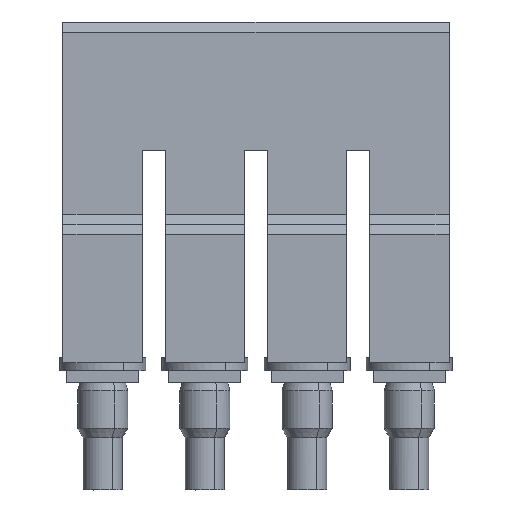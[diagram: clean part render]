
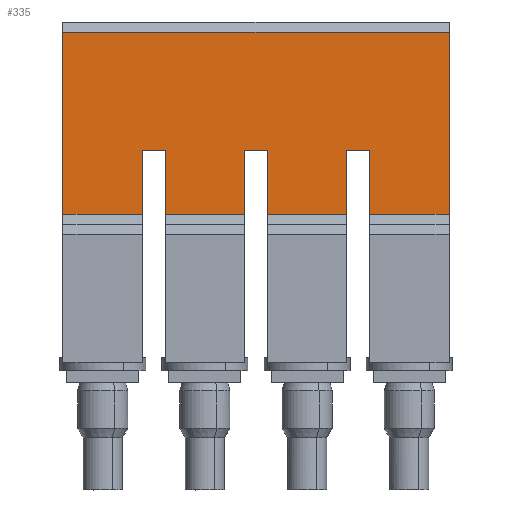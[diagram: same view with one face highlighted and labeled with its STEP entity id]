
A CAD part, front view. The second image highlights one B-rep face of the part: STEP entity #335.
In plain terms, the highlighted planar face has unit normal (0, -1, 0.009).
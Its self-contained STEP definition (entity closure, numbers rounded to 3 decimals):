
#202=AXIS2_PLACEMENT_3D('Plane Axis2P3D',#199,#200,#201) ;
#41=CARTESIAN_POINT('Vertex',(4.138,5.103,16.957)) ;
#46=CARTESIAN_POINT('Line Origine',(4.138,5.089,15.357)) ;
#50=CARTESIAN_POINT('Vertex',(4.138,5.075,13.757)) ;
#157=CARTESIAN_POINT('Line Origine',(4.419,5.103,16.957)) ;
#161=CARTESIAN_POINT('Vertex',(4.7,5.103,16.957)) ;
#182=CARTESIAN_POINT('Vertex',(5.263,5.103,16.957)) ;
#185=CARTESIAN_POINT('Line Origine',(4.981,5.103,16.957)) ;
#199=CARTESIAN_POINT('Axis2P3D Location',(4.138,5.159,23.357)) ;
#204=CARTESIAN_POINT('Line Origine',(9.8,5.154,22.852)) ;
#208=CARTESIAN_POINT('Vertex',(19.438,5.154,22.852)) ;
#210=CARTESIAN_POINT('Vertex',(0.163,5.154,22.852)) ;
#213=CARTESIAN_POINT('Line Origine',(0.163,5.115,18.305)) ;
#217=CARTESIAN_POINT('Vertex',(0.163,5.075,13.757)) ;
#220=CARTESIAN_POINT('Line Origine',(2.15,5.075,13.757)) ;
#225=CARTESIAN_POINT('Line Origine',(5.263,5.089,15.357)) ;
#229=CARTESIAN_POINT('Vertex',(5.263,5.075,13.757)) ;
#232=CARTESIAN_POINT('Line Origine',(7.25,5.075,13.757)) ;
#236=CARTESIAN_POINT('Vertex',(9.237,5.075,13.757)) ;
#239=CARTESIAN_POINT('Line Origine',(9.237,5.089,15.357)) ;
#243=CARTESIAN_POINT('Vertex',(9.237,5.103,16.957)) ;
#246=CARTESIAN_POINT('Line Origine',(9.519,5.103,16.957)) ;
#250=CARTESIAN_POINT('Vertex',(9.8,5.103,16.957)) ;
#253=CARTESIAN_POINT('Line Origine',(10.081,5.103,16.957)) ;
#257=CARTESIAN_POINT('Vertex',(10.362,5.103,16.957)) ;
#260=CARTESIAN_POINT('Line Origine',(10.362,5.089,15.357)) ;
#264=CARTESIAN_POINT('Vertex',(10.362,5.075,13.757)) ;
#267=CARTESIAN_POINT('Line Origine',(12.35,5.075,13.757)) ;
#271=CARTESIAN_POINT('Vertex',(14.337,5.075,13.757)) ;
#274=CARTESIAN_POINT('Line Origine',(14.337,5.089,15.357)) ;
#278=CARTESIAN_POINT('Vertex',(14.337,5.103,16.957)) ;
#281=CARTESIAN_POINT('Line Origine',(14.619,5.103,16.957)) ;
#285=CARTESIAN_POINT('Vertex',(14.9,5.103,16.957)) ;
#288=CARTESIAN_POINT('Line Origine',(15.181,5.103,16.957)) ;
#292=CARTESIAN_POINT('Vertex',(15.462,5.103,16.957)) ;
#295=CARTESIAN_POINT('Line Origine',(15.462,5.089,15.357)) ;
#299=CARTESIAN_POINT('Vertex',(15.462,5.075,13.757)) ;
#302=CARTESIAN_POINT('Line Origine',(17.45,5.075,13.757)) ;
#306=CARTESIAN_POINT('Vertex',(19.438,5.075,13.757)) ;
#309=CARTESIAN_POINT('Line Origine',(19.438,5.115,18.305)) ;
#47=DIRECTION('Vector Direction',(0.,-0.009,-1.)) ;
#158=DIRECTION('Vector Direction',(1.,0.,0.)) ;
#186=DIRECTION('Vector Direction',(1.,0.,0.)) ;
#200=DIRECTION('Axis2P3D Direction',(0.,1.,-0.009)) ;
#201=DIRECTION('Axis2P3D XDirection',(0.,-0.009,-1.)) ;
#205=DIRECTION('Vector Direction',(1.,0.,0.)) ;
#214=DIRECTION('Vector Direction',(0.,-0.009,-1.)) ;
#221=DIRECTION('Vector Direction',(-1.,0.,0.)) ;
#226=DIRECTION('Vector Direction',(0.,-0.009,-1.)) ;
#233=DIRECTION('Vector Direction',(-1.,0.,0.)) ;
#240=DIRECTION('Vector Direction',(0.,-0.009,-1.)) ;
#247=DIRECTION('Vector Direction',(1.,0.,0.)) ;
#254=DIRECTION('Vector Direction',(1.,0.,0.)) ;
#261=DIRECTION('Vector Direction',(0.,-0.009,-1.)) ;
#268=DIRECTION('Vector Direction',(-1.,0.,0.)) ;
#275=DIRECTION('Vector Direction',(0.,-0.009,-1.)) ;
#282=DIRECTION('Vector Direction',(1.,0.,0.)) ;
#289=DIRECTION('Vector Direction',(1.,0.,0.)) ;
#296=DIRECTION('Vector Direction',(0.,-0.009,-1.)) ;
#303=DIRECTION('Vector Direction',(-1.,0.,0.)) ;
#310=DIRECTION('Vector Direction',(0.,-0.009,-1.)) ;
#48=VECTOR('Line Direction',#47,1.) ;
#159=VECTOR('Line Direction',#158,1.) ;
#187=VECTOR('Line Direction',#186,1.) ;
#206=VECTOR('Line Direction',#205,1.) ;
#215=VECTOR('Line Direction',#214,1.) ;
#222=VECTOR('Line Direction',#221,1.) ;
#227=VECTOR('Line Direction',#226,1.) ;
#234=VECTOR('Line Direction',#233,1.) ;
#241=VECTOR('Line Direction',#240,1.) ;
#248=VECTOR('Line Direction',#247,1.) ;
#255=VECTOR('Line Direction',#254,1.) ;
#262=VECTOR('Line Direction',#261,1.) ;
#269=VECTOR('Line Direction',#268,1.) ;
#276=VECTOR('Line Direction',#275,1.) ;
#283=VECTOR('Line Direction',#282,1.) ;
#290=VECTOR('Line Direction',#289,1.) ;
#297=VECTOR('Line Direction',#296,1.) ;
#304=VECTOR('Line Direction',#303,1.) ;
#311=VECTOR('Line Direction',#310,1.) ;
#315=ORIENTED_EDGE('',*,*,#212,.T.) ;
#316=ORIENTED_EDGE('',*,*,#219,.F.) ;
#317=ORIENTED_EDGE('',*,*,#224,.F.) ;
#318=ORIENTED_EDGE('',*,*,#52,.T.) ;
#319=ORIENTED_EDGE('',*,*,#163,.T.) ;
#320=ORIENTED_EDGE('',*,*,#189,.T.) ;
#321=ORIENTED_EDGE('',*,*,#231,.F.) ;
#322=ORIENTED_EDGE('',*,*,#238,.F.) ;
#323=ORIENTED_EDGE('',*,*,#245,.T.) ;
#324=ORIENTED_EDGE('',*,*,#252,.T.) ;
#325=ORIENTED_EDGE('',*,*,#259,.T.) ;
#326=ORIENTED_EDGE('',*,*,#266,.F.) ;
#327=ORIENTED_EDGE('',*,*,#273,.F.) ;
#328=ORIENTED_EDGE('',*,*,#280,.T.) ;
#329=ORIENTED_EDGE('',*,*,#287,.T.) ;
#330=ORIENTED_EDGE('',*,*,#294,.T.) ;
#331=ORIENTED_EDGE('',*,*,#301,.F.) ;
#332=ORIENTED_EDGE('',*,*,#308,.F.) ;
#333=ORIENTED_EDGE('',*,*,#313,.T.) ;
#335=ADVANCED_FACE('KU_WQV2.5/4',(#334),#203,.F.) ;
#52=EDGE_CURVE('',#51,#42,#49,.F.) ;
#163=EDGE_CURVE('',#42,#162,#160,.T.) ;
#189=EDGE_CURVE('',#162,#183,#188,.T.) ;
#212=EDGE_CURVE('',#209,#211,#207,.F.) ;
#219=EDGE_CURVE('',#218,#211,#216,.F.) ;
#224=EDGE_CURVE('',#51,#218,#223,.T.) ;
#231=EDGE_CURVE('',#230,#183,#228,.F.) ;
#238=EDGE_CURVE('',#237,#230,#235,.T.) ;
#245=EDGE_CURVE('',#237,#244,#242,.F.) ;
#252=EDGE_CURVE('',#244,#251,#249,.T.) ;
#259=EDGE_CURVE('',#251,#258,#256,.T.) ;
#266=EDGE_CURVE('',#265,#258,#263,.F.) ;
#273=EDGE_CURVE('',#272,#265,#270,.T.) ;
#280=EDGE_CURVE('',#272,#279,#277,.F.) ;
#287=EDGE_CURVE('',#279,#286,#284,.T.) ;
#294=EDGE_CURVE('',#286,#293,#291,.T.) ;
#301=EDGE_CURVE('',#300,#293,#298,.F.) ;
#308=EDGE_CURVE('',#307,#300,#305,.T.) ;
#313=EDGE_CURVE('',#307,#209,#312,.F.) ;
#314=EDGE_LOOP('',(#315,#316,#317,#318,#319,#320,#321,#322,#323,#324,#325,#326,#327,#328,#329,#330,#331,#332,#333)) ;
#334=FACE_OUTER_BOUND('',#314,.T.) ;
#49=LINE('Line',#46,#48) ;
#160=LINE('Line',#157,#159) ;
#188=LINE('Line',#185,#187) ;
#207=LINE('Line',#204,#206) ;
#216=LINE('Line',#213,#215) ;
#223=LINE('Line',#220,#222) ;
#228=LINE('Line',#225,#227) ;
#235=LINE('Line',#232,#234) ;
#242=LINE('Line',#239,#241) ;
#249=LINE('Line',#246,#248) ;
#256=LINE('Line',#253,#255) ;
#263=LINE('Line',#260,#262) ;
#270=LINE('Line',#267,#269) ;
#277=LINE('Line',#274,#276) ;
#284=LINE('Line',#281,#283) ;
#291=LINE('Line',#288,#290) ;
#298=LINE('Line',#295,#297) ;
#305=LINE('Line',#302,#304) ;
#312=LINE('Line',#309,#311) ;
#203=PLANE('',#202) ;
#42=VERTEX_POINT('',#41) ;
#51=VERTEX_POINT('',#50) ;
#162=VERTEX_POINT('',#161) ;
#183=VERTEX_POINT('',#182) ;
#209=VERTEX_POINT('',#208) ;
#211=VERTEX_POINT('',#210) ;
#218=VERTEX_POINT('',#217) ;
#230=VERTEX_POINT('',#229) ;
#237=VERTEX_POINT('',#236) ;
#244=VERTEX_POINT('',#243) ;
#251=VERTEX_POINT('',#250) ;
#258=VERTEX_POINT('',#257) ;
#265=VERTEX_POINT('',#264) ;
#272=VERTEX_POINT('',#271) ;
#279=VERTEX_POINT('',#278) ;
#286=VERTEX_POINT('',#285) ;
#293=VERTEX_POINT('',#292) ;
#300=VERTEX_POINT('',#299) ;
#307=VERTEX_POINT('',#306) ;
